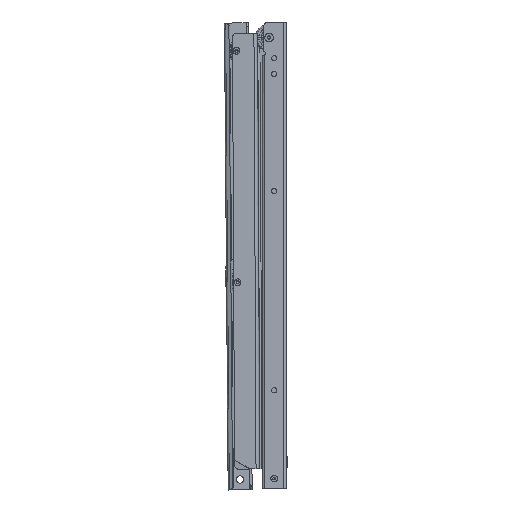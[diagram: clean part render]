
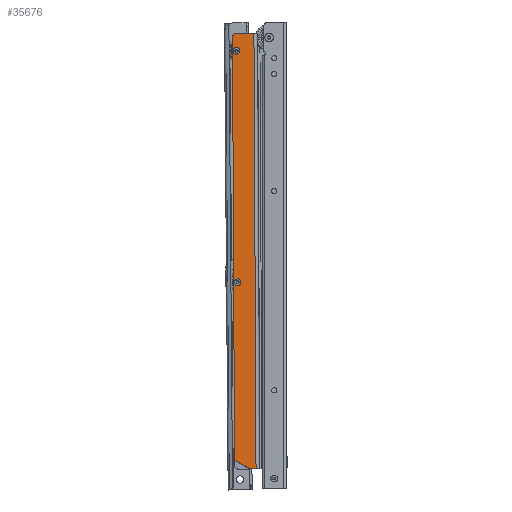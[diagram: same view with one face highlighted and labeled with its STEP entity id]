
A CAD part, left-side view. The second image highlights one B-rep face of the part: STEP entity #35676.
In plain terms, the highlighted planar face has unit normal (-1, 0, 0).
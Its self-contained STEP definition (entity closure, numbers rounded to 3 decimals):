
#58 = ORIENTED_EDGE ( 'NONE', *, *, #52262, .T. ) ;
#838 = DIRECTION ( 'NONE',  ( 0., 0., 1. ) ) ;
#1116 = CIRCLE ( 'NONE', #25385, 3.2 ) ;
#1958 = CARTESIAN_POINT ( 'NONE',  ( -7.5, 21.9, 0. ) ) ;
#2034 = CIRCLE ( 'NONE', #12469, 3.2 ) ;
#2574 = CARTESIAN_POINT ( 'NONE',  ( -7.5, 21.9, -420. ) ) ;
#2615 = EDGE_CURVE ( 'NONE', #6362, #52691, #20704, .T. ) ;
#3695 = VERTEX_POINT ( 'NONE', #6203 ) ;
#3805 = VERTEX_POINT ( 'NONE', #43228 ) ;
#4699 = VECTOR ( 'NONE', #22044, 1000. ) ;
#6203 = CARTESIAN_POINT ( 'NONE',  ( -7.5, 18.1, -20.2 ) ) ;
#6362 = VERTEX_POINT ( 'NONE', #38992 ) ;
#9512 = AXIS2_PLACEMENT_3D ( 'NONE', #20385, #49244, #12024 ) ;
#10449 = FACE_BOUND ( 'NONE', #33602, .T. ) ;
#11774 = EDGE_CURVE ( 'NONE', #31289, #3805, #16491, .T. ) ;
#12024 = DIRECTION ( 'NONE',  ( 0., -1., 0. ) ) ;
#12469 = AXIS2_PLACEMENT_3D ( 'NONE', #43036, #51247, #46595 ) ;
#13394 = CARTESIAN_POINT ( 'NONE',  ( -7.5, 17.9, -4. ) ) ;
#14822 = EDGE_CURVE ( 'NONE', #16095, #3695, #46815, .T. ) ;
#15462 = VERTEX_POINT ( 'NONE', #37136 ) ;
#15945 = ORIENTED_EDGE ( 'NONE', *, *, #43124, .F. ) ;
#16095 = VERTEX_POINT ( 'NONE', #21718 ) ;
#16253 = DIRECTION ( 'NONE',  ( 1., 0., 0. ) ) ;
#16491 = CIRCLE ( 'NONE', #17307, 3.2 ) ;
#16644 = EDGE_CURVE ( 'NONE', #23685, #21200, #46804, .T. ) ;
#17307 = AXIS2_PLACEMENT_3D ( 'NONE', #37697, #29009, #37429 ) ;
#17711 = DIRECTION ( 'NONE',  ( -1., 0., 0. ) ) ;
#19452 = VECTOR ( 'NONE', #49574, 1000. ) ;
#20385 = CARTESIAN_POINT ( 'NONE',  ( -7.5, 18.1, -17. ) ) ;
#20704 = LINE ( 'NONE', #21515, #19452 ) ;
#21200 = VERTEX_POINT ( 'NONE', #34104 ) ;
#21515 = CARTESIAN_POINT ( 'NONE',  ( -7.5, 21.9, -420. ) ) ;
#21718 = CARTESIAN_POINT ( 'NONE',  ( -7.5, 18.1, -13.8 ) ) ;
#22044 = DIRECTION ( 'NONE',  ( 0., -1., 0. ) ) ;
#23685 = VERTEX_POINT ( 'NONE', #48738 ) ;
#23826 = CARTESIAN_POINT ( 'NONE',  ( -7.5, 18.1, -243.2 ) ) ;
#24357 = ORIENTED_EDGE ( 'NONE', *, *, #35260, .T. ) ;
#25191 = CARTESIAN_POINT ( 'NONE',  ( -7.5, 18.121, -413.454 ) ) ;
#25385 = AXIS2_PLACEMENT_3D ( 'NONE', #28757, #16253, #36108 ) ;
#25460 = VECTOR ( 'NONE', #41507, 1000. ) ;
#25477 = ORIENTED_EDGE ( 'NONE', *, *, #42854, .T. ) ;
#27010 = DIRECTION ( 'NONE',  ( 0., -1., 0. ) ) ;
#27513 = VECTOR ( 'NONE', #52403, 1000. ) ;
#28064 = FACE_BOUND ( 'NONE', #47436, .T. ) ;
#28164 = EDGE_CURVE ( 'NONE', #3805, #31289, #2034, .T. ) ;
#28757 = CARTESIAN_POINT ( 'NONE',  ( -7.5, 18.1, -17. ) ) ;
#29009 = DIRECTION ( 'NONE',  ( 1., 0., 0. ) ) ;
#29555 = LINE ( 'NONE', #25191, #25460 ) ;
#31289 = VERTEX_POINT ( 'NONE', #23826 ) ;
#33133 = CARTESIAN_POINT ( 'NONE',  ( -7.5, 1.225, -420. ) ) ;
#33602 = EDGE_LOOP ( 'NONE', ( #41402, #58 ) ) ;
#33693 = CARTESIAN_POINT ( 'NONE',  ( -7.5, 1.225, -420. ) ) ;
#34104 = CARTESIAN_POINT ( 'NONE',  ( -7.5, 1.225, 0. ) ) ;
#34128 = EDGE_CURVE ( 'NONE', #15462, #48809, #52138, .T. ) ;
#35260 = EDGE_CURVE ( 'NONE', #48809, #21200, #42652, .T. ) ;
#35676 = ADVANCED_FACE ( 'NONE', ( #28064, #10449, #52316 ), #36479, .T. ) ;
#36108 = DIRECTION ( 'NONE',  ( 0., -1., 0. ) ) ;
#36220 = DIRECTION ( 'NONE',  ( -1., 0., 0. ) ) ;
#36479 = PLANE ( 'NONE',  #42458 ) ;
#37136 = CARTESIAN_POINT ( 'NONE',  ( -7.5, 6.783, -420. ) ) ;
#37429 = DIRECTION ( 'NONE',  ( 0., -1., 0. ) ) ;
#37656 = ORIENTED_EDGE ( 'NONE', *, *, #2615, .F. ) ;
#37697 = CARTESIAN_POINT ( 'NONE',  ( -7.5, 18.1, -240. ) ) ;
#38992 = CARTESIAN_POINT ( 'NONE',  ( -7.5, 21.9, -411.272 ) ) ;
#40389 = CARTESIAN_POINT ( 'NONE',  ( -7.5, 21.9, -420. ) ) ;
#41402 = ORIENTED_EDGE ( 'NONE', *, *, #14822, .T. ) ;
#41507 = DIRECTION ( 'NONE',  ( 0., 0.866, 0.5 ) ) ;
#42458 = AXIS2_PLACEMENT_3D ( 'NONE', #2574, #36220, #27010 ) ;
#42652 = LINE ( 'NONE', #33693, #53755 ) ;
#42854 = EDGE_CURVE ( 'NONE', #23685, #52691, #43783, .T. ) ;
#43036 = CARTESIAN_POINT ( 'NONE',  ( -7.5, 18.1, -240. ) ) ;
#43124 = EDGE_CURVE ( 'NONE', #15462, #6362, #29555, .T. ) ;
#43228 = CARTESIAN_POINT ( 'NONE',  ( -7.5, 18.1, -236.8 ) ) ;
#43783 = CIRCLE ( 'NONE', #46284, 4. ) ;
#44724 = CARTESIAN_POINT ( 'NONE',  ( -7.5, 21.9, -4. ) ) ;
#46284 = AXIS2_PLACEMENT_3D ( 'NONE', #13394, #17711, #50911 ) ;
#46466 = ORIENTED_EDGE ( 'NONE', *, *, #34128, .T. ) ;
#46595 = DIRECTION ( 'NONE',  ( 0., -1., 0. ) ) ;
#46804 = LINE ( 'NONE', #1958, #4699 ) ;
#46815 = CIRCLE ( 'NONE', #9512, 3.2 ) ;
#46914 = ORIENTED_EDGE ( 'NONE', *, *, #11774, .T. ) ;
#47436 = EDGE_LOOP ( 'NONE', ( #49131, #46914 ) ) ;
#47973 = EDGE_LOOP ( 'NONE', ( #15945, #46466, #24357, #53312, #25477, #37656 ) ) ;
#48738 = CARTESIAN_POINT ( 'NONE',  ( -7.5, 17.9, 0. ) ) ;
#48809 = VERTEX_POINT ( 'NONE', #33133 ) ;
#49131 = ORIENTED_EDGE ( 'NONE', *, *, #28164, .T. ) ;
#49244 = DIRECTION ( 'NONE',  ( 1., 0., 0. ) ) ;
#49574 = DIRECTION ( 'NONE',  ( 0., 0., 1. ) ) ;
#50911 = DIRECTION ( 'NONE',  ( 0., -1., 0. ) ) ;
#51247 = DIRECTION ( 'NONE',  ( 1., 0., 0. ) ) ;
#52138 = LINE ( 'NONE', #40389, #27513 ) ;
#52262 = EDGE_CURVE ( 'NONE', #3695, #16095, #1116, .T. ) ;
#52316 = FACE_OUTER_BOUND ( 'NONE', #47973, .T. ) ;
#52403 = DIRECTION ( 'NONE',  ( 0., -1., 0. ) ) ;
#52691 = VERTEX_POINT ( 'NONE', #44724 ) ;
#53312 = ORIENTED_EDGE ( 'NONE', *, *, #16644, .F. ) ;
#53755 = VECTOR ( 'NONE', #838, 1000. ) ;
